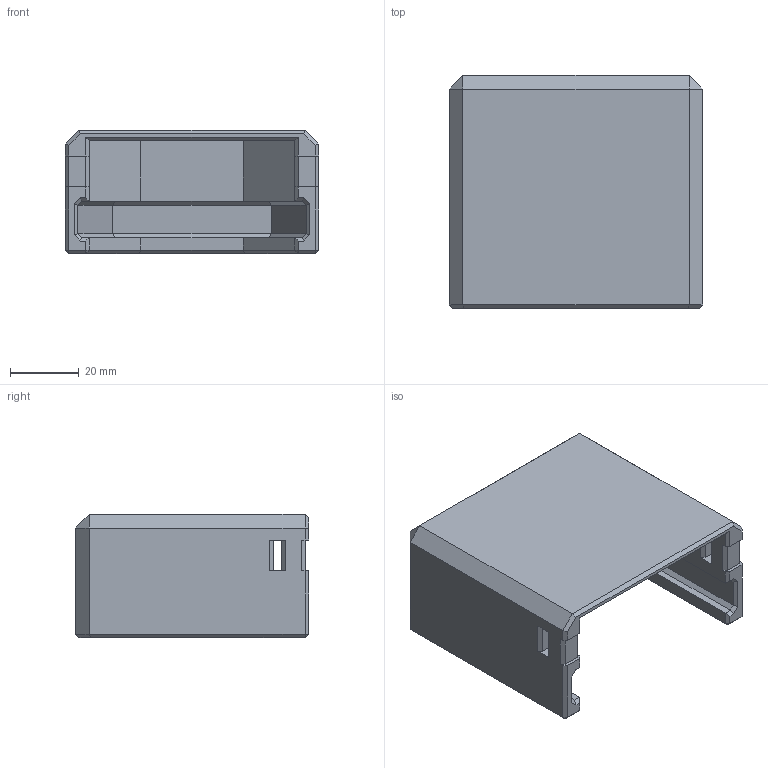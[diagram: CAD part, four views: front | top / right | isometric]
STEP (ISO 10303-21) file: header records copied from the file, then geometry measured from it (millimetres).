
FILE_DESCRIPTION(/* description */ (''),/* implementation_level */ '2;1');
FILE_NAME(/* name */ 'TopV2.stp',/* time_stamp */ '2020-04-30T15:30:58+02:00',/* author */ ('lgnds'),/* organization */ (''),/* preprocessor_version */ 'ST-DEVELOPER v18.1',/* originating_system */ 'Autodesk Inventor 2021',/* authorisation */ '');
FILE_SCHEMA (('AUTOMOTIVE_DESIGN { 1 0 10303 214 3 1 1 }'));
Length unit declared in the file: millimetre
Products named in the file (1): TopV2
Bounding box: 74 x 68 x 36 mm (x, y, z)
Volume: 57266.3 mm3; surface area: 24172.5 mm2
Topology: 1 solids, 1 shells, 109 faces, 269 edges, 162 vertices
Faces by surface type: plane 109
Entity records: 3145 total; most frequent: CARTESIAN_POINT 541, ORIENTED_EDGE 538, DIRECTION 489, LINE 269, VECTOR 269, EDGE_CURVE 269, VERTEX_POINT 162, EDGE_LOOP 113
